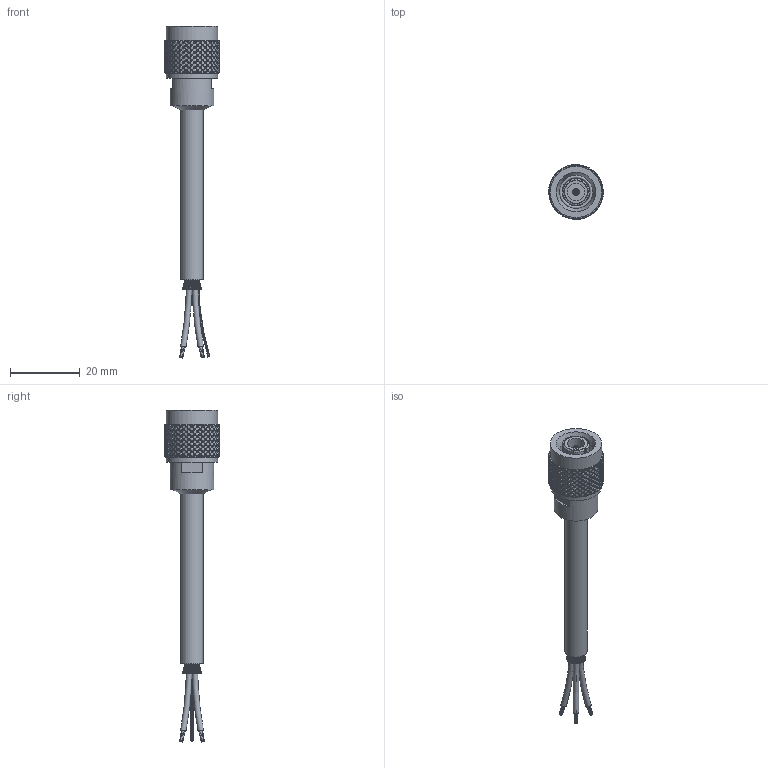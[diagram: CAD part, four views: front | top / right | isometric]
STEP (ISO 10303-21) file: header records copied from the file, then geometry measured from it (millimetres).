
FILE_DESCRIPTION(/* description */ (''),/* implementation_level */ '2;1');
FILE_NAME(/* name */ 'C622.stp',/* time_stamp */ '2025-02-19T08:59:52-05:00',/* author */ ('cthayer'),/* organization */ (''),/* preprocessor_version */ 'ST-DEVELOPER v20',/* originating_system */ 'Autodesk Inventor 2025',/* authorisation */ '');
FILE_SCHEMA (('AUTOMOTIVE_DESIGN { 1 0 10303 214 3 1 1 }'));
Products named in the file (7): C79; CBP10111; CBP10111, PART 4; CBP10111, PART 2; CBP10111, PART 3; ADP10001; CB105
Assembly tree (6 placements, depth 3):
  C79
    CBP10111
      CBP10111, PART 4
      CBP10111, PART 2
      CBP10111, PART 3
    ADP10001
    CB105
Bounding box: 15.73 x 15.72 x 94.98 mm (x, y, z)
Volume: 4566.7 mm3; surface area: 6267.4 mm2
Topology: 67 solids, 67 shells, 5140 faces, 12969 edges, 7851 vertices
Faces by surface type: plane 4096, cylinder 509, bspline 391, torus 136, cone 8
Full cylindrical faces by diameter (mm): 0.128 x19, 0.203 x48, 1.321 x1, 1.575 x4, 1.905 x1, 2.083 x1, 2.769 x1, 3.785 x1, 3.937 x1, 4.572 x2, 4.699 x1, 4.953 x1, 5.08 x1, 5.334 x5, 5.715 x1, 5.842 x4, 6.35 x1, 6.604 x1, 6.731 x1, 6.985 x1, 7.099 x1, 7.722 x2, 9.525 x3, 10.16 x1, 12.573 x1, 14.707 x1, 14.732 x1, 15.316 x1
Entity records: 182553 total; most frequent: CARTESIAN_POINT 53773, DIRECTION 26105, ORIENTED_EDGE 25938, EDGE_CURVE 12969, AXIS2_PLACEMENT_3D 9853, VERTEX_POINT 7851, LINE 6399, VECTOR 6399
